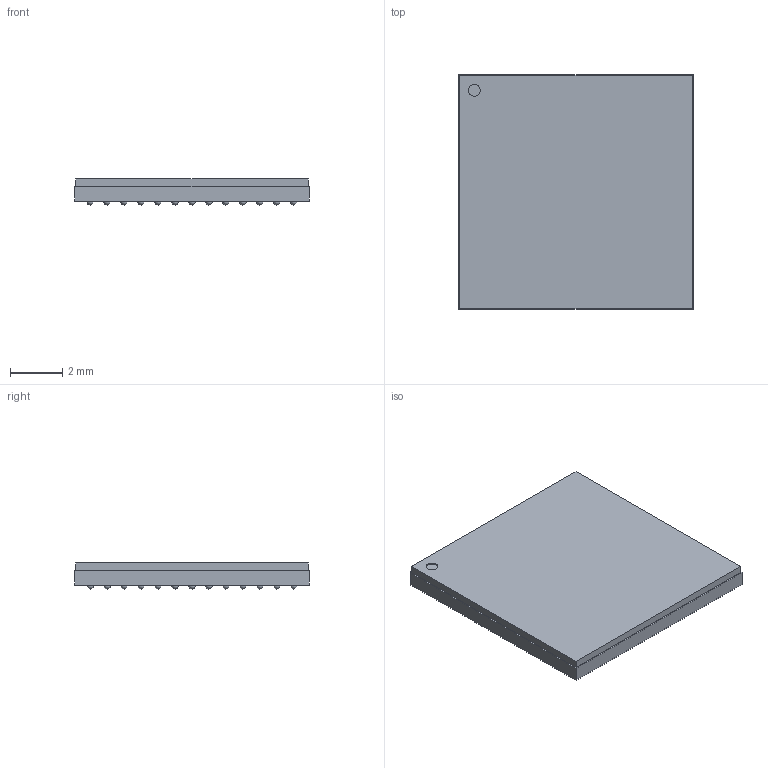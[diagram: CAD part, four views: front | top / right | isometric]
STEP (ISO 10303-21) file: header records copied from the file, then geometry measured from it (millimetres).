
FILE_DESCRIPTION(/* description */ (''),/* implementation_level */ '2;1');
FILE_NAME(/* name */ 'bga_1629061619690.stp',/* time_stamp */ '2021-08-15T21:07:04+00:00',/* author */ (''),/* organization */ (''),/* preprocessor_version */ 'ST-DEVELOPER v18.1',/* originating_system */ 'ASM',/* authorisation */ '');
FILE_SCHEMA (('AUTOMOTIVE_DESIGN { 1 0 10303 214 3 1 1 }'));
Length unit declared in the file: millimetre
Products named in the file (1): bga_1629061619690
Bounding box: 9 x 9 x 1 mm (x, y, z)
Volume: 69.2 mm3; surface area: 204.5 mm2
Topology: 1 solids, 1 shells, 182 faces, 534 edges, 356 vertices
Faces by surface type: sphere 169, plane 12, cylinder 1
Full cylindrical faces by diameter (mm): 0.45 x1
Entity records: 5641 total; most frequent: DIRECTION 1071, CARTESIAN_POINT 904, ORIENTED_EDGE 730, AXIS2_PLACEMENT_3D 523, EDGE_CURVE 365, VERTEX_POINT 356, EDGE_LOOP 353, CIRCLE 340
